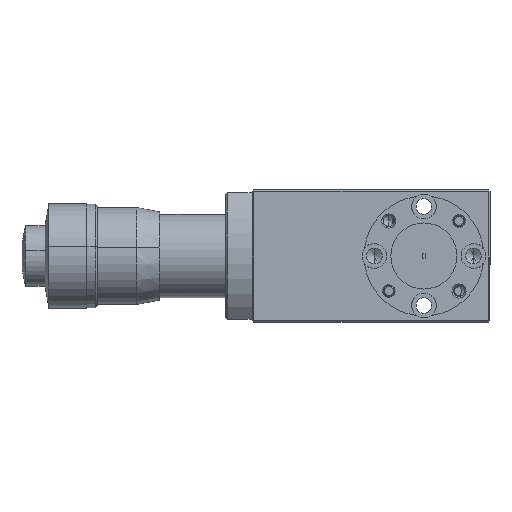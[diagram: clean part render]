
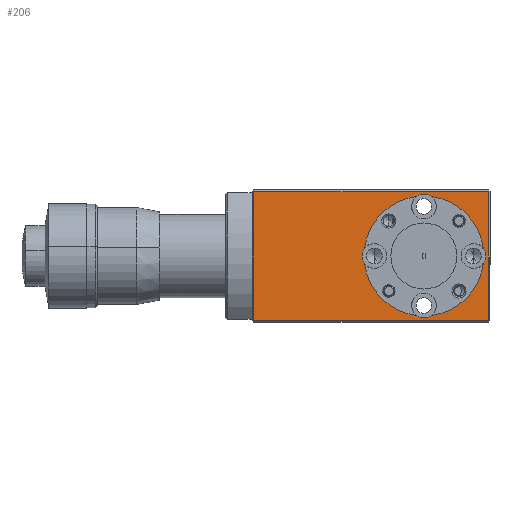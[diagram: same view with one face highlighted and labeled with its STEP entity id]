
A CAD part, left-side view. The second image highlights one B-rep face of the part: STEP entity #206.
In plain terms, the highlighted planar face has unit normal (-1, 0, 0).
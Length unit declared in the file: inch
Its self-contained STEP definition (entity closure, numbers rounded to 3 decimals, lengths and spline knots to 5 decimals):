
#206 = ADVANCED_FACE ( 'NONE', ( #12021, #2642 ), #1069, .T. ) ;
#284 = ORIENTED_EDGE ( 'NONE', *, *, #4780, .F. ) ;
#544 = CIRCLE ( 'NONE', #2785, 0.07 ) ;
#1037 = CARTESIAN_POINT ( 'NONE',  ( -1.2, -0.3, -0.28125 ) ) ;
#1069 = PLANE ( 'NONE',  #4125 ) ;
#1152 = DIRECTION ( 'NONE',  ( 0., 0., 1. ) ) ;
#1429 = ORIENTED_EDGE ( 'NONE', *, *, #3308, .T. ) ;
#1467 = ORIENTED_EDGE ( 'NONE', *, *, #16269, .F. ) ;
#1530 = EDGE_CURVE ( 'NONE', #7124, #5995, #6406, .T. ) ;
#1579 = AXIS2_PLACEMENT_3D ( 'NONE', #2211, #16633, #14188 ) ;
#1739 = CARTESIAN_POINT ( 'NONE',  ( -1.2, -0.3, 0. ) ) ;
#1980 = DIRECTION ( 'NONE',  ( 0., 0., 1. ) ) ;
#2131 = CARTESIAN_POINT ( 'NONE',  ( -1.2, 0.665, 0. ) ) ;
#2211 = CARTESIAN_POINT ( 'NONE',  ( -1.2, -0.3, 0. ) ) ;
#2243 = CIRCLE ( 'NONE', #9239, 0.34 ) ;
#2356 = EDGE_CURVE ( 'NONE', #9904, #15912, #3521, .T. ) ;
#2380 = CIRCLE ( 'NONE', #12179, 0.07 ) ;
#2410 = ORIENTED_EDGE ( 'NONE', *, *, #5140, .F. ) ;
#2642 = FACE_BOUND ( 'NONE', #9166, .T. ) ;
#2785 = AXIS2_PLACEMENT_3D ( 'NONE', #1037, #11727, #8771 ) ;
#2901 = DIRECTION ( 'NONE',  ( -1., 0., 0. ) ) ;
#3162 = LINE ( 'NONE', #5791, #4256 ) ;
#3261 = CARTESIAN_POINT ( 'NONE',  ( -1.2, -0.63742, 0.04177 ) ) ;
#3298 = DIRECTION ( 'NONE',  ( -1., 0., 0. ) ) ;
#3308 = EDGE_CURVE ( 'NONE', #10044, #13799, #6275, .T. ) ;
#3352 = EDGE_CURVE ( 'NONE', #15912, #4411, #2380, .T. ) ;
#3353 = ORIENTED_EDGE ( 'NONE', *, *, #8799, .F. ) ;
#3521 = CIRCLE ( 'NONE', #9110, 0.07 ) ;
#3528 = DIRECTION ( 'NONE',  ( -1., 0., 0. ) ) ;
#3618 = AXIS2_PLACEMENT_3D ( 'NONE', #6640, #14587, #7783 ) ;
#3902 = CARTESIAN_POINT ( 'NONE',  ( -1.2, -0.665, -0.365 ) ) ;
#3993 = EDGE_CURVE ( 'NONE', #7396, #15236, #15550, .T. ) ;
#4051 = CARTESIAN_POINT ( 'NONE',  ( -1.2, 0., 0. ) ) ;
#4125 = AXIS2_PLACEMENT_3D ( 'NONE', #4051, #6428, #17230 ) ;
#4256 = VECTOR ( 'NONE', #15128, 39.37008 ) ;
#4388 = CIRCLE ( 'NONE', #1579, 0.34 ) ;
#4411 = VERTEX_POINT ( 'NONE', #10449 ) ;
#4780 = EDGE_CURVE ( 'NONE', #6802, #7689, #544, .T. ) ;
#4907 = CARTESIAN_POINT ( 'NONE',  ( -1.2, -0.3, -0.35125 ) ) ;
#5140 = EDGE_CURVE ( 'NONE', #11139, #7124, #15358, .T. ) ;
#5386 = CARTESIAN_POINT ( 'NONE',  ( -1.2, -0.3, 0.28125 ) ) ;
#5437 = CARTESIAN_POINT ( 'NONE',  ( -1.2, 0.03742, 0.04177 ) ) ;
#5463 = CARTESIAN_POINT ( 'NONE',  ( -1.2, -0.3, -0.28125 ) ) ;
#5538 = CARTESIAN_POINT ( 'NONE',  ( -1.2, -0.01875, 0. ) ) ;
#5649 = CARTESIAN_POINT ( 'NONE',  ( -1.2, -0.665, 0.365 ) ) ;
#5791 = CARTESIAN_POINT ( 'NONE',  ( -1.2, 0., 0.365 ) ) ;
#5995 = VERTEX_POINT ( 'NONE', #3261 ) ;
#6172 = AXIS2_PLACEMENT_3D ( 'NONE', #15264, #3298, #1980 ) ;
#6252 = EDGE_CURVE ( 'NONE', #12631, #13959, #3162, .T. ) ;
#6275 = LINE ( 'NONE', #7660, #10009 ) ;
#6406 = CIRCLE ( 'NONE', #3618, 0.07 ) ;
#6428 = DIRECTION ( 'NONE',  ( -1., 0., 0. ) ) ;
#6640 = CARTESIAN_POINT ( 'NONE',  ( -1.2, -0.58125, 0. ) ) ;
#6802 = VERTEX_POINT ( 'NONE', #7497 ) ;
#6812 = EDGE_CURVE ( 'NONE', #13799, #12631, #11535, .T. ) ;
#6863 = DIRECTION ( 'NONE',  ( -1., 0., 0. ) ) ;
#7124 = VERTEX_POINT ( 'NONE', #11160 ) ;
#7232 = VECTOR ( 'NONE', #15422, 39.37008 ) ;
#7396 = VERTEX_POINT ( 'NONE', #5437 ) ;
#7497 = CARTESIAN_POINT ( 'NONE',  ( -1.2, -0.25823, -0.33743 ) ) ;
#7575 = AXIS2_PLACEMENT_3D ( 'NONE', #5463, #6863, #12200 ) ;
#7660 = CARTESIAN_POINT ( 'NONE',  ( -1.2, -0.675, -0.365 ) ) ;
#7689 = VERTEX_POINT ( 'NONE', #4907 ) ;
#7783 = DIRECTION ( 'NONE',  ( 0., 0., 1. ) ) ;
#8028 = AXIS2_PLACEMENT_3D ( 'NONE', #5538, #2901, #8075 ) ;
#8075 = DIRECTION ( 'NONE',  ( 0., 0., 1. ) ) ;
#8177 = VECTOR ( 'NONE', #1152, 39.37008 ) ;
#8771 = DIRECTION ( 'NONE',  ( 0., 0., 1. ) ) ;
#8799 = EDGE_CURVE ( 'NONE', #5995, #9904, #14249, .T. ) ;
#8887 = ORIENTED_EDGE ( 'NONE', *, *, #3993, .F. ) ;
#8906 = CARTESIAN_POINT ( 'NONE',  ( -1.2, -0.34177, -0.33743 ) ) ;
#8981 = CIRCLE ( 'NONE', #7575, 0.07 ) ;
#8988 = EDGE_LOOP ( 'NONE', ( #13872, #1429, #10677, #12476 ) ) ;
#9110 = AXIS2_PLACEMENT_3D ( 'NONE', #5386, #15849, #14625 ) ;
#9166 = EDGE_LOOP ( 'NONE', ( #10574, #2410, #12192, #284, #1467, #8887, #9333, #13893, #14888, #3353 ) ) ;
#9239 = AXIS2_PLACEMENT_3D ( 'NONE', #1739, #10947, #13625 ) ;
#9333 = ORIENTED_EDGE ( 'NONE', *, *, #12219, .F. ) ;
#9620 = CARTESIAN_POINT ( 'NONE',  ( -1.2, 0.665, 0.365 ) ) ;
#9904 = VERTEX_POINT ( 'NONE', #12666 ) ;
#10009 = VECTOR ( 'NONE', #12995, 39.37008 ) ;
#10044 = VERTEX_POINT ( 'NONE', #10394 ) ;
#10125 = DIRECTION ( 'NONE',  ( 0., 0., 1. ) ) ;
#10394 = CARTESIAN_POINT ( 'NONE',  ( -1.2, 0.665, -0.365 ) ) ;
#10407 = EDGE_CURVE ( 'NONE', #13959, #10044, #12560, .T. ) ;
#10449 = CARTESIAN_POINT ( 'NONE',  ( -1.2, -0.25823, 0.33742 ) ) ;
#10574 = ORIENTED_EDGE ( 'NONE', *, *, #1530, .F. ) ;
#10677 = ORIENTED_EDGE ( 'NONE', *, *, #6812, .T. ) ;
#10947 = DIRECTION ( 'NONE',  ( -1., 0., 0. ) ) ;
#11139 = VERTEX_POINT ( 'NONE', #8906 ) ;
#11160 = CARTESIAN_POINT ( 'NONE',  ( -1.2, -0.63742, -0.04177 ) ) ;
#11535 = LINE ( 'NONE', #16832, #8177 ) ;
#11727 = DIRECTION ( 'NONE',  ( -1., 0., 0. ) ) ;
#12021 = FACE_OUTER_BOUND ( 'NONE', #8988, .T. ) ;
#12179 = AXIS2_PLACEMENT_3D ( 'NONE', #14117, #16901, #15509 ) ;
#12192 = ORIENTED_EDGE ( 'NONE', *, *, #12559, .F. ) ;
#12200 = DIRECTION ( 'NONE',  ( 0., 0., 1. ) ) ;
#12219 = EDGE_CURVE ( 'NONE', #4411, #7396, #2243, .T. ) ;
#12428 = CARTESIAN_POINT ( 'NONE',  ( -1.2, -0.3, 0.35125 ) ) ;
#12476 = ORIENTED_EDGE ( 'NONE', *, *, #6252, .T. ) ;
#12559 = EDGE_CURVE ( 'NONE', #7689, #11139, #8981, .T. ) ;
#12560 = LINE ( 'NONE', #2131, #7232 ) ;
#12631 = VERTEX_POINT ( 'NONE', #5649 ) ;
#12666 = CARTESIAN_POINT ( 'NONE',  ( -1.2, -0.34177, 0.33742 ) ) ;
#12995 = DIRECTION ( 'NONE',  ( 0., -1., 0. ) ) ;
#13625 = DIRECTION ( 'NONE',  ( 0., 0., 1. ) ) ;
#13799 = VERTEX_POINT ( 'NONE', #3902 ) ;
#13872 = ORIENTED_EDGE ( 'NONE', *, *, #10407, .T. ) ;
#13893 = ORIENTED_EDGE ( 'NONE', *, *, #3352, .F. ) ;
#13957 = CARTESIAN_POINT ( 'NONE',  ( -1.2, 0.03742, -0.04177 ) ) ;
#13959 = VERTEX_POINT ( 'NONE', #9620 ) ;
#14117 = CARTESIAN_POINT ( 'NONE',  ( -1.2, -0.3, 0.28125 ) ) ;
#14188 = DIRECTION ( 'NONE',  ( 0., 0., 1. ) ) ;
#14249 = CIRCLE ( 'NONE', #16750, 0.34 ) ;
#14587 = DIRECTION ( 'NONE',  ( -1., 0., 0. ) ) ;
#14625 = DIRECTION ( 'NONE',  ( 0., 0., 1. ) ) ;
#14888 = ORIENTED_EDGE ( 'NONE', *, *, #2356, .F. ) ;
#15128 = DIRECTION ( 'NONE',  ( 0., 1., 0. ) ) ;
#15236 = VERTEX_POINT ( 'NONE', #13957 ) ;
#15264 = CARTESIAN_POINT ( 'NONE',  ( -1.2, -0.3, 0. ) ) ;
#15358 = CIRCLE ( 'NONE', #6172, 0.34 ) ;
#15422 = DIRECTION ( 'NONE',  ( 0., 0., -1. ) ) ;
#15509 = DIRECTION ( 'NONE',  ( 0., 0., 1. ) ) ;
#15550 = CIRCLE ( 'NONE', #8028, 0.07 ) ;
#15577 = CARTESIAN_POINT ( 'NONE',  ( -1.2, -0.3, 0. ) ) ;
#15849 = DIRECTION ( 'NONE',  ( -1., 0., 0. ) ) ;
#15912 = VERTEX_POINT ( 'NONE', #12428 ) ;
#16269 = EDGE_CURVE ( 'NONE', #15236, #6802, #4388, .T. ) ;
#16633 = DIRECTION ( 'NONE',  ( -1., 0., 0. ) ) ;
#16750 = AXIS2_PLACEMENT_3D ( 'NONE', #15577, #3528, #10125 ) ;
#16832 = CARTESIAN_POINT ( 'NONE',  ( -1.2, -0.665, 0. ) ) ;
#16901 = DIRECTION ( 'NONE',  ( -1., 0., 0. ) ) ;
#17230 = DIRECTION ( 'NONE',  ( 0., 0., 1. ) ) ;
